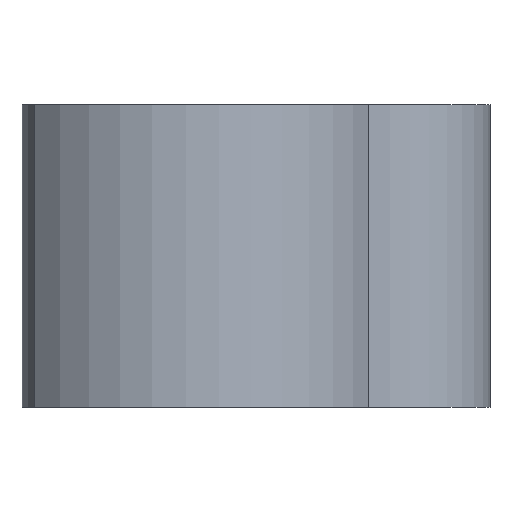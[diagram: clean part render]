
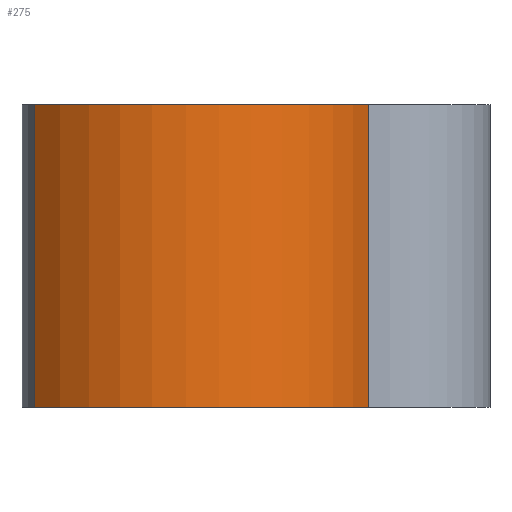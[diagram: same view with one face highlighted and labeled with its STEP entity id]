
A CAD part, left-side view. The second image highlights one B-rep face of the part: STEP entity #275.
In plain terms, the highlighted cylindrical face has radius 3.357 mm (diameter 6.714 mm), a partial arc.
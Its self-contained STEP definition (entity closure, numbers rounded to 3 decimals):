
#28=FACE_OUTER_BOUND('',#43,.T.);
#43=EDGE_LOOP('',(#197,#198,#199,#200));
#61=LINE('',#433,#88);
#62=LINE('',#436,#89);
#88=VECTOR('',#350,10.);
#89=VECTOR('',#353,10.);
#116=CIRCLE('',#309,3.357);
#117=CIRCLE('',#310,3.357);
#130=VERTEX_POINT('',#429);
#131=VERTEX_POINT('',#430);
#132=VERTEX_POINT('',#432);
#133=VERTEX_POINT('',#434);
#157=EDGE_CURVE('',#130,#131,#116,.T.);
#158=EDGE_CURVE('',#131,#132,#61,.T.);
#159=EDGE_CURVE('',#133,#132,#117,.T.);
#160=EDGE_CURVE('',#130,#133,#62,.T.);
#197=ORIENTED_EDGE('',*,*,#157,.T.);
#198=ORIENTED_EDGE('',*,*,#158,.T.);
#199=ORIENTED_EDGE('',*,*,#159,.F.);
#200=ORIENTED_EDGE('',*,*,#160,.F.);
#269=CYLINDRICAL_SURFACE('',#308,3.357);
#275=ADVANCED_FACE('',(#28),#269,.T.);
#308=AXIS2_PLACEMENT_3D('',#428,#346,#347);
#309=AXIS2_PLACEMENT_3D('',#431,#348,#349);
#310=AXIS2_PLACEMENT_3D('',#435,#351,#352);
#346=DIRECTION('center_axis',(0.,0.,1.));
#347=DIRECTION('ref_axis',(-0.696,0.718,0.));
#348=DIRECTION('center_axis',(0.,0.,1.));
#349=DIRECTION('ref_axis',(-0.696,0.718,0.));
#350=DIRECTION('',(0.,0.,1.));
#351=DIRECTION('center_axis',(0.,0.,1.));
#352=DIRECTION('ref_axis',(-0.696,0.718,0.));
#353=DIRECTION('',(0.,0.,1.));
#428=CARTESIAN_POINT('Origin',(-0.713,3.1,0.));
#429=CARTESIAN_POINT('',(-3.05,5.51,0.));
#430=CARTESIAN_POINT('',(-2.,0.,0.));
#431=CARTESIAN_POINT('Origin',(-0.713,3.1,0.));
#432=CARTESIAN_POINT('',(-2.,0.,5.));
#433=CARTESIAN_POINT('',(-2.,0.,0.));
#434=CARTESIAN_POINT('',(-3.05,5.51,5.));
#435=CARTESIAN_POINT('Origin',(-0.713,3.1,5.));
#436=CARTESIAN_POINT('',(-3.05,5.51,0.));
